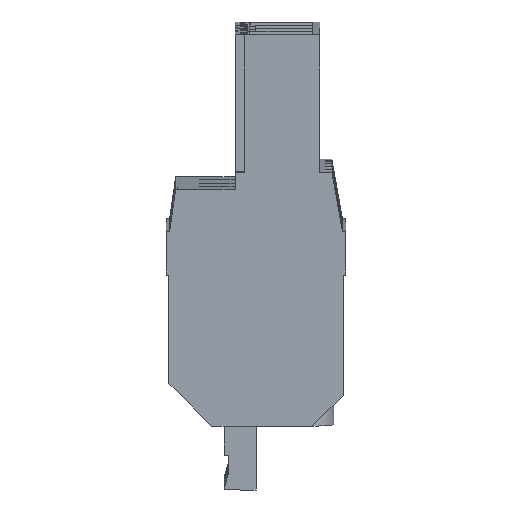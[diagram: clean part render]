
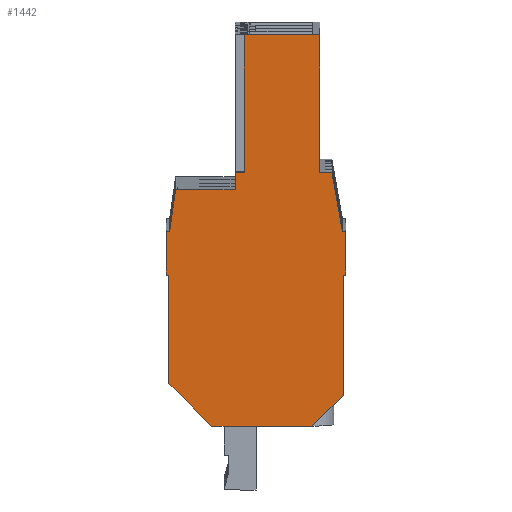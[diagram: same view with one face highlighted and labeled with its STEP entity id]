
A CAD part, left-side view. The second image highlights one B-rep face of the part: STEP entity #1442.
In plain terms, the highlighted planar face has unit normal (-0.999, 0, -0.047).
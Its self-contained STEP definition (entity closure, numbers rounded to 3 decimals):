
#1296=AXIS2_PLACEMENT_3D('Plane Axis2P3D',#1293,#1294,#1295) ;
#197=CARTESIAN_POINT('Line Origine',(-0.495,0.3,17.784)) ;
#201=CARTESIAN_POINT('Vertex',(-0.821,0.3,24.684)) ;
#203=CARTESIAN_POINT('Vertex',(-0.169,0.3,10.885)) ;
#709=CARTESIAN_POINT('Vertex',(0.,3.886,7.303)) ;
#712=CARTESIAN_POINT('Line Origine',(0.,9.625,7.303)) ;
#716=CARTESIAN_POINT('Vertex',(0.,15.364,7.303)) ;
#1293=CARTESIAN_POINT('Axis2P3D Location',(-2.124,0.,52.26)) ;
#1298=CARTESIAN_POINT('Line Origine',(-1.751,11.65,44.369)) ;
#1302=CARTESIAN_POINT('Vertex',(-2.124,11.65,52.26)) ;
#1304=CARTESIAN_POINT('Vertex',(-1.378,11.65,36.478)) ;
#1307=CARTESIAN_POINT('Line Origine',(-1.378,12.175,36.478)) ;
#1311=CARTESIAN_POINT('Vertex',(-1.378,12.7,36.478)) ;
#1314=CARTESIAN_POINT('Line Origine',(-1.331,12.7,35.479)) ;
#1318=CARTESIAN_POINT('Vertex',(-1.284,12.7,34.48)) ;
#1321=CARTESIAN_POINT('Line Origine',(-1.284,16.117,34.48)) ;
#1325=CARTESIAN_POINT('Vertex',(-1.284,19.535,34.48)) ;
#1328=CARTESIAN_POINT('Line Origine',(-1.17,19.872,32.079)) ;
#1332=CARTESIAN_POINT('Vertex',(-1.057,20.21,29.678)) ;
#1335=CARTESIAN_POINT('Line Origine',(-1.057,20.405,29.678)) ;
#1339=CARTESIAN_POINT('Vertex',(-1.057,20.6,29.678)) ;
#1342=CARTESIAN_POINT('Line Origine',(-0.939,20.6,27.181)) ;
#1346=CARTESIAN_POINT('Vertex',(-0.821,20.6,24.684)) ;
#1349=CARTESIAN_POINT('Line Origine',(-0.821,20.45,24.684)) ;
#1353=CARTESIAN_POINT('Vertex',(-0.821,20.3,24.684)) ;
#1356=CARTESIAN_POINT('Line Origine',(-0.527,20.3,18.459)) ;
#1360=CARTESIAN_POINT('Vertex',(-0.233,20.3,12.233)) ;
#1363=CARTESIAN_POINT('Line Origine',(-0.116,17.832,9.768)) ;
#1368=CARTESIAN_POINT('Line Origine',(-0.085,2.093,9.094)) ;
#1373=CARTESIAN_POINT('Line Origine',(-0.821,0.15,24.684)) ;
#1377=CARTESIAN_POINT('Vertex',(-0.821,0.,24.684)) ;
#1380=CARTESIAN_POINT('Line Origine',(-0.939,0.,27.181)) ;
#1384=CARTESIAN_POINT('Vertex',(-1.057,0.,29.678)) ;
#1387=CARTESIAN_POINT('Line Origine',(-1.057,0.19,29.678)) ;
#1391=CARTESIAN_POINT('Vertex',(-1.057,0.38,29.678)) ;
#1394=CARTESIAN_POINT('Line Origine',(-1.218,0.98,33.078)) ;
#1398=CARTESIAN_POINT('Vertex',(-1.378,1.58,36.478)) ;
#1401=CARTESIAN_POINT('Line Origine',(-1.378,2.29,36.478)) ;
#1405=CARTESIAN_POINT('Vertex',(-1.378,3.,36.478)) ;
#1408=CARTESIAN_POINT('Line Origine',(-1.751,3.,44.369)) ;
#1412=CARTESIAN_POINT('Vertex',(-2.124,3.,52.26)) ;
#1415=CARTESIAN_POINT('Line Origine',(-2.124,7.325,52.26)) ;
#198=DIRECTION('Vector Direction',(0.047,0.,-0.999)) ;
#713=DIRECTION('Vector Direction',(0.,1.,0.)) ;
#1294=DIRECTION('Axis2P3D Direction',(0.999,0.,0.047)) ;
#1295=DIRECTION('Axis2P3D XDirection',(0.047,0.,-0.999)) ;
#1299=DIRECTION('Vector Direction',(0.047,0.,-0.999)) ;
#1308=DIRECTION('Vector Direction',(0.,-1.,0.)) ;
#1315=DIRECTION('Vector Direction',(0.047,0.,-0.999)) ;
#1322=DIRECTION('Vector Direction',(0.,-1.,0.)) ;
#1329=DIRECTION('Vector Direction',(-0.047,-0.139,0.989)) ;
#1336=DIRECTION('Vector Direction',(0.,-1.,0.)) ;
#1343=DIRECTION('Vector Direction',(-0.047,0.,0.999)) ;
#1350=DIRECTION('Vector Direction',(0.,1.,0.)) ;
#1357=DIRECTION('Vector Direction',(0.047,0.,-0.999)) ;
#1364=DIRECTION('Vector Direction',(-0.033,0.707,0.706)) ;
#1369=DIRECTION('Vector Direction',(0.033,0.707,-0.706)) ;
#1374=DIRECTION('Vector Direction',(0.,1.,0.)) ;
#1381=DIRECTION('Vector Direction',(0.047,0.,-0.999)) ;
#1388=DIRECTION('Vector Direction',(0.,-1.,0.)) ;
#1395=DIRECTION('Vector Direction',(0.046,-0.174,-0.984)) ;
#1402=DIRECTION('Vector Direction',(0.,1.,0.)) ;
#1409=DIRECTION('Vector Direction',(-0.047,0.,0.999)) ;
#1416=DIRECTION('Vector Direction',(0.,-1.,0.)) ;
#199=VECTOR('Line Direction',#198,1.) ;
#714=VECTOR('Line Direction',#713,1.) ;
#1300=VECTOR('Line Direction',#1299,1.) ;
#1309=VECTOR('Line Direction',#1308,1.) ;
#1316=VECTOR('Line Direction',#1315,1.) ;
#1323=VECTOR('Line Direction',#1322,1.) ;
#1330=VECTOR('Line Direction',#1329,1.) ;
#1337=VECTOR('Line Direction',#1336,1.) ;
#1344=VECTOR('Line Direction',#1343,1.) ;
#1351=VECTOR('Line Direction',#1350,1.) ;
#1358=VECTOR('Line Direction',#1357,1.) ;
#1365=VECTOR('Line Direction',#1364,1.) ;
#1370=VECTOR('Line Direction',#1369,1.) ;
#1375=VECTOR('Line Direction',#1374,1.) ;
#1382=VECTOR('Line Direction',#1381,1.) ;
#1389=VECTOR('Line Direction',#1388,1.) ;
#1396=VECTOR('Line Direction',#1395,1.) ;
#1403=VECTOR('Line Direction',#1402,1.) ;
#1410=VECTOR('Line Direction',#1409,1.) ;
#1417=VECTOR('Line Direction',#1416,1.) ;
#1421=ORIENTED_EDGE('',*,*,#1306,.T.) ;
#1422=ORIENTED_EDGE('',*,*,#1313,.F.) ;
#1423=ORIENTED_EDGE('',*,*,#1320,.F.) ;
#1424=ORIENTED_EDGE('',*,*,#1327,.F.) ;
#1425=ORIENTED_EDGE('',*,*,#1334,.F.) ;
#1426=ORIENTED_EDGE('',*,*,#1341,.F.) ;
#1427=ORIENTED_EDGE('',*,*,#1348,.F.) ;
#1428=ORIENTED_EDGE('',*,*,#1355,.F.) ;
#1429=ORIENTED_EDGE('',*,*,#1362,.F.) ;
#1430=ORIENTED_EDGE('',*,*,#1367,.F.) ;
#1431=ORIENTED_EDGE('',*,*,#718,.F.) ;
#1432=ORIENTED_EDGE('',*,*,#1372,.F.) ;
#1433=ORIENTED_EDGE('',*,*,#205,.F.) ;
#1434=ORIENTED_EDGE('',*,*,#1379,.F.) ;
#1435=ORIENTED_EDGE('',*,*,#1386,.F.) ;
#1436=ORIENTED_EDGE('',*,*,#1393,.F.) ;
#1437=ORIENTED_EDGE('',*,*,#1400,.F.) ;
#1438=ORIENTED_EDGE('',*,*,#1407,.F.) ;
#1439=ORIENTED_EDGE('',*,*,#1414,.F.) ;
#1440=ORIENTED_EDGE('',*,*,#1419,.F.) ;
#1442=ADVANCED_FACE('HOUSING',(#1441),#1297,.F.) ;
#205=EDGE_CURVE('',#202,#204,#200,.T.) ;
#718=EDGE_CURVE('',#710,#717,#715,.T.) ;
#1306=EDGE_CURVE('',#1303,#1305,#1301,.T.) ;
#1313=EDGE_CURVE('',#1312,#1305,#1310,.T.) ;
#1320=EDGE_CURVE('',#1319,#1312,#1317,.F.) ;
#1327=EDGE_CURVE('',#1326,#1319,#1324,.T.) ;
#1334=EDGE_CURVE('',#1333,#1326,#1331,.T.) ;
#1341=EDGE_CURVE('',#1340,#1333,#1338,.T.) ;
#1348=EDGE_CURVE('',#1347,#1340,#1345,.T.) ;
#1355=EDGE_CURVE('',#1354,#1347,#1352,.T.) ;
#1362=EDGE_CURVE('',#1361,#1354,#1359,.F.) ;
#1367=EDGE_CURVE('',#717,#1361,#1366,.T.) ;
#1372=EDGE_CURVE('',#204,#710,#1371,.T.) ;
#1379=EDGE_CURVE('',#1378,#202,#1376,.T.) ;
#1386=EDGE_CURVE('',#1385,#1378,#1383,.T.) ;
#1393=EDGE_CURVE('',#1392,#1385,#1390,.T.) ;
#1400=EDGE_CURVE('',#1399,#1392,#1397,.T.) ;
#1407=EDGE_CURVE('',#1406,#1399,#1404,.F.) ;
#1414=EDGE_CURVE('',#1413,#1406,#1411,.F.) ;
#1419=EDGE_CURVE('',#1303,#1413,#1418,.T.) ;
#1420=EDGE_LOOP('',(#1421,#1422,#1423,#1424,#1425,#1426,#1427,#1428,#1429,#1430,#1431,#1432,#1433,#1434,#1435,#1436,#1437,#1438,#1439,#1440)) ;
#1441=FACE_OUTER_BOUND('',#1420,.T.) ;
#200=LINE('Line',#197,#199) ;
#715=LINE('Line',#712,#714) ;
#1301=LINE('Line',#1298,#1300) ;
#1310=LINE('Line',#1307,#1309) ;
#1317=LINE('Line',#1314,#1316) ;
#1324=LINE('Line',#1321,#1323) ;
#1331=LINE('Line',#1328,#1330) ;
#1338=LINE('Line',#1335,#1337) ;
#1345=LINE('Line',#1342,#1344) ;
#1352=LINE('Line',#1349,#1351) ;
#1359=LINE('Line',#1356,#1358) ;
#1366=LINE('Line',#1363,#1365) ;
#1371=LINE('Line',#1368,#1370) ;
#1376=LINE('Line',#1373,#1375) ;
#1383=LINE('Line',#1380,#1382) ;
#1390=LINE('Line',#1387,#1389) ;
#1397=LINE('Line',#1394,#1396) ;
#1404=LINE('Line',#1401,#1403) ;
#1411=LINE('Line',#1408,#1410) ;
#1418=LINE('Line',#1415,#1417) ;
#1297=PLANE('',#1296) ;
#202=VERTEX_POINT('',#201) ;
#204=VERTEX_POINT('',#203) ;
#710=VERTEX_POINT('',#709) ;
#717=VERTEX_POINT('',#716) ;
#1303=VERTEX_POINT('',#1302) ;
#1305=VERTEX_POINT('',#1304) ;
#1312=VERTEX_POINT('',#1311) ;
#1319=VERTEX_POINT('',#1318) ;
#1326=VERTEX_POINT('',#1325) ;
#1333=VERTEX_POINT('',#1332) ;
#1340=VERTEX_POINT('',#1339) ;
#1347=VERTEX_POINT('',#1346) ;
#1354=VERTEX_POINT('',#1353) ;
#1361=VERTEX_POINT('',#1360) ;
#1378=VERTEX_POINT('',#1377) ;
#1385=VERTEX_POINT('',#1384) ;
#1392=VERTEX_POINT('',#1391) ;
#1399=VERTEX_POINT('',#1398) ;
#1406=VERTEX_POINT('',#1405) ;
#1413=VERTEX_POINT('',#1412) ;
